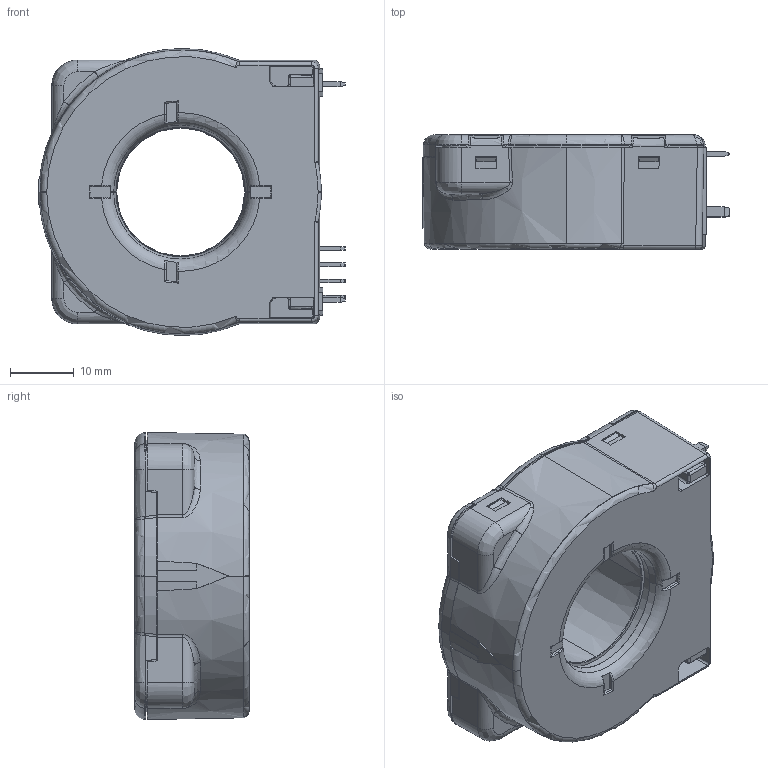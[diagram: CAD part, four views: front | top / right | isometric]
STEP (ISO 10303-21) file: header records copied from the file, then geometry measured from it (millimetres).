
FILE_DESCRIPTION(('CoCreate Modeling STEP Export'),'2;1');
FILE_NAME('CTSR_0.3_P.stp','2010-08-18T13:30:10',(''),(''),'CoCreate Modeling STEP processor for AP214 (Solid Model)','CoCreate Modeling 16.00A 16-Aug-2008 (C) Parametric Technology GmbH','');
FILE_SCHEMA(('AUTOMOTIVE_DESIGN { 1 0 10303 214 1 1 1 1 }'));
Length unit declared in the file: millimetre
Products named in the file (2): Black_box_CTSR_0.3_P.1
Assembly tree (1 placements, depth 2):
  Black_box_CTSR_0.3_P.1
    Black_box_CTSR_0.3_P.1
Bounding box: 48.06 x 17.9 x 45.01 mm (x, y, z)
Volume: 24944.5 mm3; surface area: 7242.1 mm2
Topology: 1 solids, 1 shells, 542 faces, 1473 edges, 940 vertices
Faces by surface type: plane 292, bspline 100, cylinder 60, cone 44, torus 28, extrusion 18
Entity records: 30965 total; most frequent: CARTESIAN_POINT 18209, ORIENTED_EDGE 2930, DIRECTION 1924, EDGE_CURVE 1465, VERTEX_POINT 940, VECTOR 824, LINE 806, EDGE_LOOP 563
